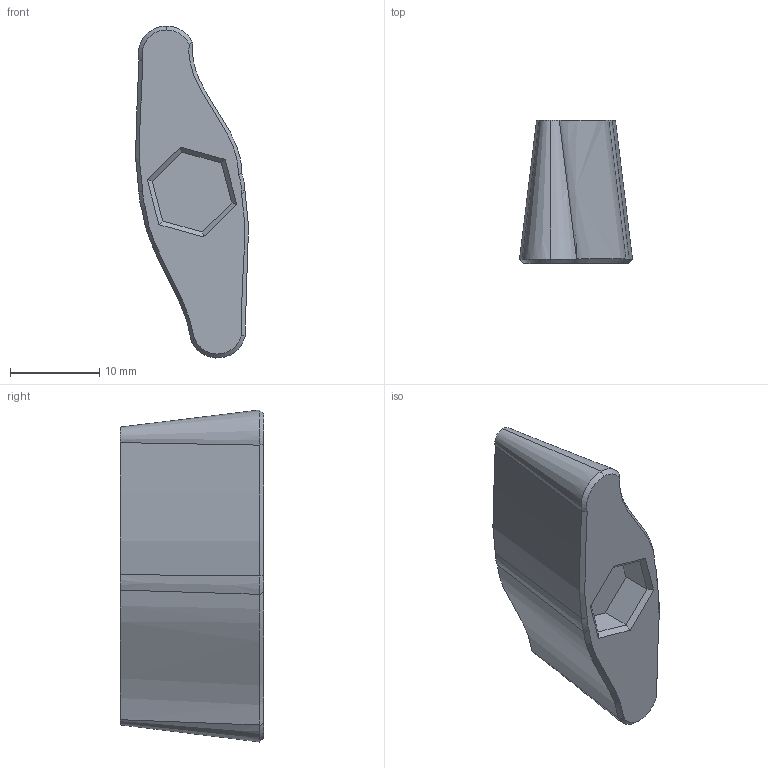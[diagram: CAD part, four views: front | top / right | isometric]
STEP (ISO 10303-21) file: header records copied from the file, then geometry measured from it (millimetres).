
FILE_DESCRIPTION (( 'STEP AP214' ), '1' );
FILE_NAME ('Tightening Handle.STEP', '2021-04-19T14:18:21', ( '' ), ( '' ), 'SwSTEP 2.0', 'SolidWorks 2019', '' );
FILE_SCHEMA (( 'AUTOMOTIVE_DESIGN' ));
Length unit declared in the file: millimetre
Products named in the file (1): Tightening Handle
Bounding box: 12.64 x 16 x 37.15 mm (x, y, z)
Volume: 3804 mm3; surface area: 1838.2 mm2
Topology: 1 solids, 1 shells, 33 faces, 80 edges, 50 vertices
Faces by surface type: plane 15, cone 10, bspline 8
Entity records: 2631 total; most frequent: CARTESIAN_POINT 1902, ORIENTED_EDGE 160, DIRECTION 114, EDGE_CURVE 80, VERTEX_POINT 50, AXIS2_PLACEMENT_3D 41, EDGE_LOOP 34, FACE_OUTER_BOUND 33
